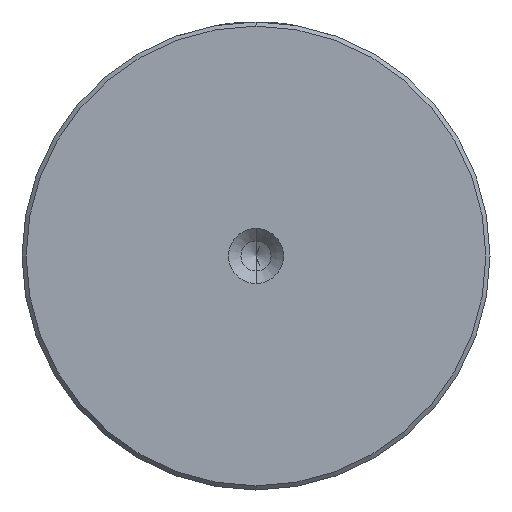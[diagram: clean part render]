
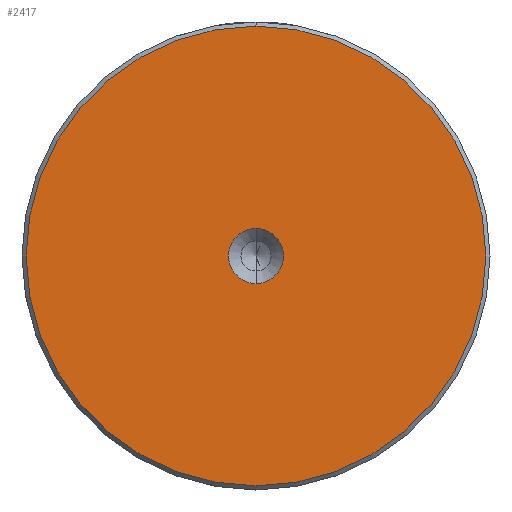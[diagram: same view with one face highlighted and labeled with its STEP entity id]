
A CAD part, left-side view. The second image highlights one B-rep face of the part: STEP entity #2417.
In plain terms, the highlighted planar face has unit normal (-1, 0, 0).
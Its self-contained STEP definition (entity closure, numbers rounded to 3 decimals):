
#105 = DIRECTION ( 'NONE',  ( 0., 0., 1. ) ) ;
#180 = CARTESIAN_POINT ( 'NONE',  ( 0., 0., -3.3 ) ) ;
#191 = ORIENTED_EDGE ( 'NONE', *, *, #1388, .F. ) ;
#234 = EDGE_CURVE ( 'NONE', #1621, #674, #760, .T. ) ;
#243 = EDGE_CURVE ( 'NONE', #674, #1621, #2279, .T. ) ;
#380 = DIRECTION ( 'NONE',  ( -1., 0., 0. ) ) ;
#402 = VERTEX_POINT ( 'NONE', #180 ) ;
#536 = AXIS2_PLACEMENT_3D ( 'NONE', #2135, #1003, #2333 ) ;
#674 = VERTEX_POINT ( 'NONE', #1677 ) ;
#683 = CARTESIAN_POINT ( 'NONE',  ( 0., 0., 0. ) ) ;
#758 = CIRCLE ( 'NONE', #1893, 3.3 ) ;
#760 = CIRCLE ( 'NONE', #1829, 27.5 ) ;
#955 = EDGE_CURVE ( 'NONE', #402, #2196, #1964, .T. ) ;
#1003 = DIRECTION ( 'NONE',  ( -1., 0., 0. ) ) ;
#1187 = ORIENTED_EDGE ( 'NONE', *, *, #955, .F. ) ;
#1260 = DIRECTION ( 'NONE',  ( -1., 0., 0. ) ) ;
#1388 = EDGE_CURVE ( 'NONE', #2196, #402, #758, .T. ) ;
#1426 = FACE_OUTER_BOUND ( 'NONE', #2209, .T. ) ;
#1543 = DIRECTION ( 'NONE',  ( 0., 0., 1. ) ) ;
#1547 = DIRECTION ( 'NONE',  ( -1., 0., 0. ) ) ;
#1553 = CARTESIAN_POINT ( 'NONE',  ( 0., 0., 0. ) ) ;
#1579 = DIRECTION ( 'NONE',  ( 0., 0., 1. ) ) ;
#1621 = VERTEX_POINT ( 'NONE', #2381 ) ;
#1654 = CARTESIAN_POINT ( 'NONE',  ( 0., 0., 0. ) ) ;
#1677 = CARTESIAN_POINT ( 'NONE',  ( 0., 0., 27.5 ) ) ;
#1679 = DIRECTION ( 'NONE',  ( -1., 0., 0. ) ) ;
#1693 = CARTESIAN_POINT ( 'NONE',  ( 0., 0., 0. ) ) ;
#1707 = DIRECTION ( 'NONE',  ( 0., 0., 1. ) ) ;
#1829 = AXIS2_PLACEMENT_3D ( 'NONE', #1693, #1679, #1579 ) ;
#1867 = CARTESIAN_POINT ( 'NONE',  ( 0., 0., 3.3 ) ) ;
#1893 = AXIS2_PLACEMENT_3D ( 'NONE', #1654, #380, #1707 ) ;
#1951 = AXIS2_PLACEMENT_3D ( 'NONE', #1553, #1547, #1543 ) ;
#1964 = CIRCLE ( 'NONE', #536, 3.3 ) ;
#1973 = FACE_BOUND ( 'NONE', #2329, .T. ) ;
#1986 = AXIS2_PLACEMENT_3D ( 'NONE', #683, #1260, #105 ) ;
#2007 = PLANE ( 'NONE',  #1986 ) ;
#2135 = CARTESIAN_POINT ( 'NONE',  ( 0., 0., 0. ) ) ;
#2163 = ORIENTED_EDGE ( 'NONE', *, *, #234, .T. ) ;
#2196 = VERTEX_POINT ( 'NONE', #1867 ) ;
#2209 = EDGE_LOOP ( 'NONE', ( #2163, #2332 ) ) ;
#2279 = CIRCLE ( 'NONE', #1951, 27.5 ) ;
#2329 = EDGE_LOOP ( 'NONE', ( #191, #1187 ) ) ;
#2332 = ORIENTED_EDGE ( 'NONE', *, *, #243, .T. ) ;
#2333 = DIRECTION ( 'NONE',  ( 0., 0., 1. ) ) ;
#2381 = CARTESIAN_POINT ( 'NONE',  ( 0., 0., -27.5 ) ) ;
#2417 = ADVANCED_FACE ( 'NONE', ( #1426, #1973 ), #2007, .T. ) ;
